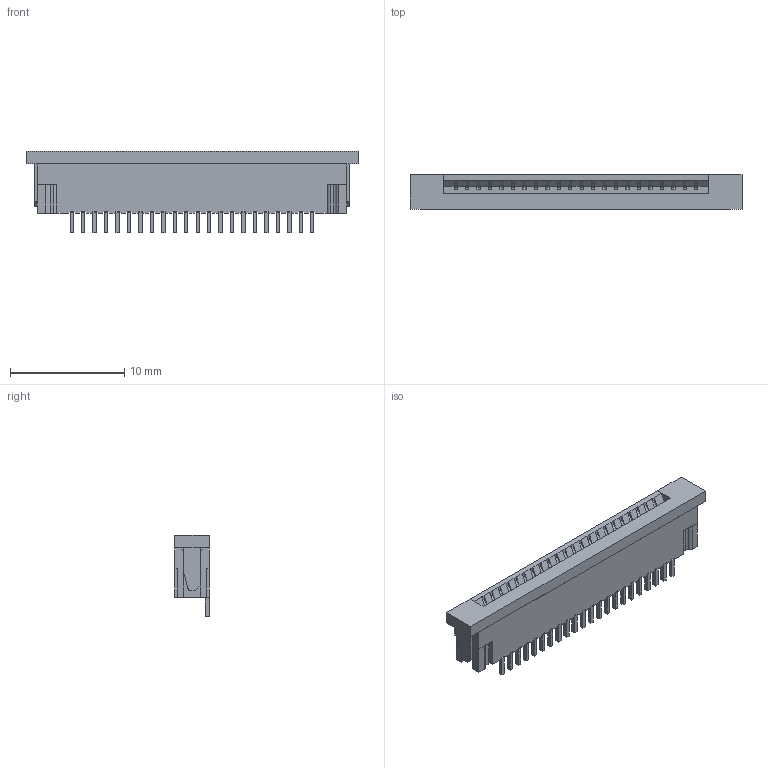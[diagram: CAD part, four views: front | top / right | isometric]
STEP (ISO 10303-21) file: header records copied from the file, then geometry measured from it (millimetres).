
FILE_DESCRIPTION(/* description */ ('Unknown'),/* implementation_level */ '2;1');
FILE_NAME(/* name */ '68612214122',/* time_stamp */ '2016-01-26T10:39:29+01:00',/* author */ ('Unknown'),/* organization */ ('Unknown'),/* preprocessor_version */ 'ST-DEVELOPER v16',/* originating_system */ 'DEX',/* authorisation */ $);
FILE_SCHEMA (('AUTOMOTIVE_DESIGN {1 0 10303 214 3 1 1}'));
Length unit declared in the file: millimetre
Products named in the file (6): 6861xx14122; 68612214122; 6861xx14122_PIN; 6860xx14122_FLANGE; 6860xx14122_FLANGE-BIS; 68612214122_PAD
Assembly tree (26 placements, depth 2):
  6861xx14122
    68612214122
    6861xx14122_PIN  x22
    6860xx14122_FLANGE
    6860xx14122_FLANGE-BIS
    68612214122_PAD
Bounding box: 29 x 3 x 7.1 mm (x, y, z)
Volume: 372.6 mm3; surface area: 1637.5 mm2
Topology: 26 solids, 26 shells, 1071 faces, 3083 edges, 1978 vertices
Faces by surface type: plane 1059, cylinder 12
Entity records: 20978 total; most frequent: ORIENTED_EDGE 3772, CARTESIAN_POINT 3723, DIRECTION 3224, EDGE_CURVE 1886, LINE 1862, VECTOR 1862, VERTEX_POINT 1180, AXIS2_PLACEMENT_3D 681
